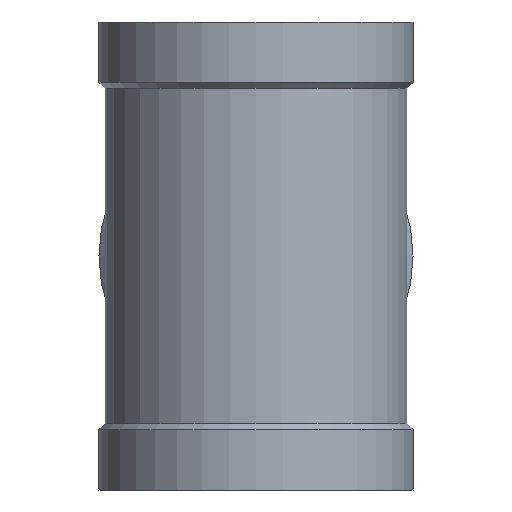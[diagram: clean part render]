
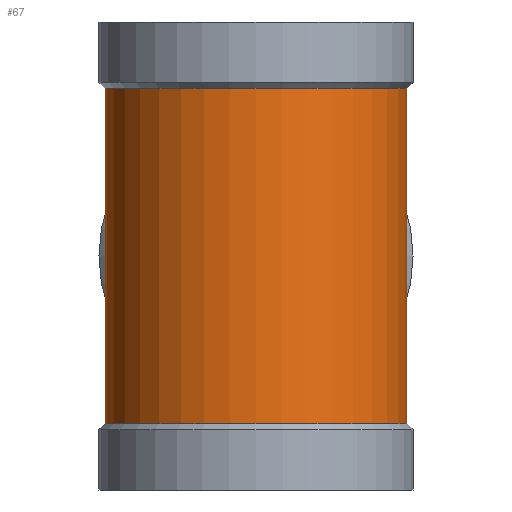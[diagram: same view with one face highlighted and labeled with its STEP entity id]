
A CAD part, left-side view. The second image highlights one B-rep face of the part: STEP entity #67.
In plain terms, the highlighted cylindrical face has radius 100 mm (diameter 200 mm), a full revolution.
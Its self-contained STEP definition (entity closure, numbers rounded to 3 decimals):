
#67 = ADVANCED_FACE( '', ( #146, #147, #148 ), #149, .T. );
#146 = FACE_OUTER_BOUND( '', #231, .T. );
#147 = FACE_BOUND( '', #232, .T. );
#148 = FACE_OUTER_BOUND( '', #233, .T. );
#149 = CYLINDRICAL_SURFACE( '', #234, 100. );
#231 = EDGE_LOOP( '', ( #336 ) );
#232 = EDGE_LOOP( '', ( #337, #338 ) );
#233 = EDGE_LOOP( '', ( #339 ) );
#234 = AXIS2_PLACEMENT_3D( '', #340, #341, #342 );
#336 = ORIENTED_EDGE( '', *, *, #413, .T. );
#337 = ORIENTED_EDGE( '', *, *, #409, .F. );
#338 = ORIENTED_EDGE( '', *, *, #410, .F. );
#339 = ORIENTED_EDGE( '', *, *, #403, .F. );
#340 = CARTESIAN_POINT( '', ( 0., 0., -155. ) );
#341 = DIRECTION( '', ( 0., 0., 1. ) );
#342 = DIRECTION( '', ( -1., 0., 0. ) );
#403 = EDGE_CURVE( '', #457, #457, #458, .T. );
#409 = EDGE_CURVE( '', #467, #468, #469, .T. );
#410 = EDGE_CURVE( '', #468, #467, #470, .F. );
#413 = EDGE_CURVE( '', #473, #473, #474, .T. );
#457 = VERTEX_POINT( '', #520 );
#458 = CIRCLE( '', #521, 100. );
#467 = VERTEX_POINT( '', #530 );
#468 = VERTEX_POINT( '', #531 );
#469 = ELLIPSE( '', #532, 141.421, 100. );
#470 = ELLIPSE( '', #533, 141.421, 100. );
#473 = VERTEX_POINT( '', #536 );
#474 = CIRCLE( '', #537, 100. );
#520 = CARTESIAN_POINT( '', ( -100., 0., -111. ) );
#521 = AXIS2_PLACEMENT_3D( '', #587, #588, #589 );
#530 = CARTESIAN_POINT( '', ( 0., 100., 0. ) );
#531 = CARTESIAN_POINT( '', ( 0., -100., 0. ) );
#532 = AXIS2_PLACEMENT_3D( '', #599, #600, #601 );
#533 = AXIS2_PLACEMENT_3D( '', #602, #603, #604 );
#536 = CARTESIAN_POINT( '', ( -100., 0., 111. ) );
#537 = AXIS2_PLACEMENT_3D( '', #605, #606, #607 );
#587 = CARTESIAN_POINT( '', ( 0., 0., -111. ) );
#588 = DIRECTION( '', ( 0., 0., -1. ) );
#589 = DIRECTION( '', ( -1., 0., 0. ) );
#599 = CARTESIAN_POINT( '', ( 0., 0., 0. ) );
#600 = DIRECTION( '', ( 0.707, 0., -0.707 ) );
#601 = DIRECTION( '', ( -0.707, 0., -0.707 ) );
#602 = CARTESIAN_POINT( '', ( 0., 0., 0. ) );
#603 = DIRECTION( '', ( -0.707, 0., -0.707 ) );
#604 = DIRECTION( '', ( 0.707, 0., -0.707 ) );
#605 = CARTESIAN_POINT( '', ( 0., 0., 111. ) );
#606 = DIRECTION( '', ( 0., 0., -1. ) );
#607 = DIRECTION( '', ( -1., 0., 0. ) );
